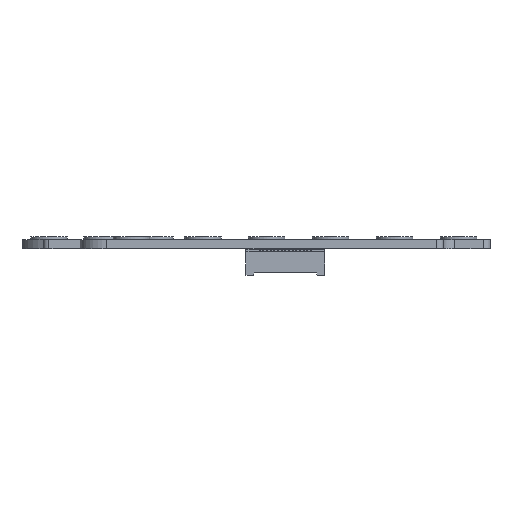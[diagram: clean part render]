
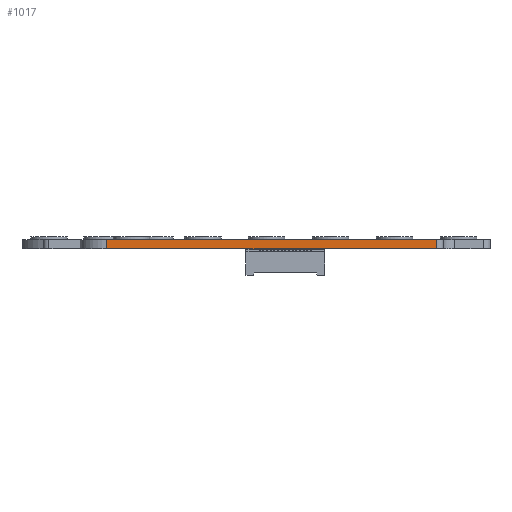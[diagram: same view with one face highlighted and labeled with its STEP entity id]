
A CAD part, left-side view. The second image highlights one B-rep face of the part: STEP entity #1017.
In plain terms, the highlighted planar face has unit normal (-1, 0, 0).
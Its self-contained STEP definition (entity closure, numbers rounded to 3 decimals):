
#990 = VERTEX_POINT('',#991);
#991 = CARTESIAN_POINT('',(-31.15,-23.45,1.));
#998 = EDGE_CURVE('',#999,#990,#1001,.T.);
#999 = VERTEX_POINT('',#1000);
#1000 = CARTESIAN_POINT('',(-31.15,-23.45,0.));
#1001 = LINE('',#1002,#1003);
#1002 = CARTESIAN_POINT('',(-31.15,-23.45,0.));
#1003 = VECTOR('',#1004,1.);
#1004 = DIRECTION('',(0.,0.,1.));
#1017 = ADVANCED_FACE('',(#1018),#1043,.F.);
#1018 = FACE_BOUND('',#1019,.F.);
#1019 = EDGE_LOOP('',(#1020,#1021,#1029,#1037));
#1020 = ORIENTED_EDGE('',*,*,#998,.T.);
#1021 = ORIENTED_EDGE('',*,*,#1022,.T.);
#1022 = EDGE_CURVE('',#990,#1023,#1025,.T.);
#1023 = VERTEX_POINT('',#1024);
#1024 = CARTESIAN_POINT('',(-31.15,-59.55,1.)
  );
#1025 = LINE('',#1026,#1027);
#1026 = CARTESIAN_POINT('',(-31.15,-23.45,1.)
  );
#1027 = VECTOR('',#1028,1.);
#1028 = DIRECTION('',(0.,-1.,0.));
#1029 = ORIENTED_EDGE('',*,*,#1030,.F.);
#1030 = EDGE_CURVE('',#1031,#1023,#1033,.T.);
#1031 = VERTEX_POINT('',#1032);
#1032 = CARTESIAN_POINT('',(-31.15,-59.55,0.));
#1033 = LINE('',#1034,#1035);
#1034 = CARTESIAN_POINT('',(-31.15,-59.55,0.));
#1035 = VECTOR('',#1036,1.);
#1036 = DIRECTION('',(0.,0.,1.));
#1037 = ORIENTED_EDGE('',*,*,#1038,.F.);
#1038 = EDGE_CURVE('',#999,#1031,#1039,.T.);
#1039 = LINE('',#1040,#1041);
#1040 = CARTESIAN_POINT('',(-31.15,-23.45,0.));
#1041 = VECTOR('',#1042,1.);
#1042 = DIRECTION('',(0.,-1.,0.));
#1043 = PLANE('',#1044);
#1044 = AXIS2_PLACEMENT_3D('',#1045,#1046,#1047);
#1045 = CARTESIAN_POINT('',(-31.15,-23.45,0.));
#1046 = DIRECTION('',(1.,0.,0.));
#1047 = DIRECTION('',(0.,-1.,0.));
